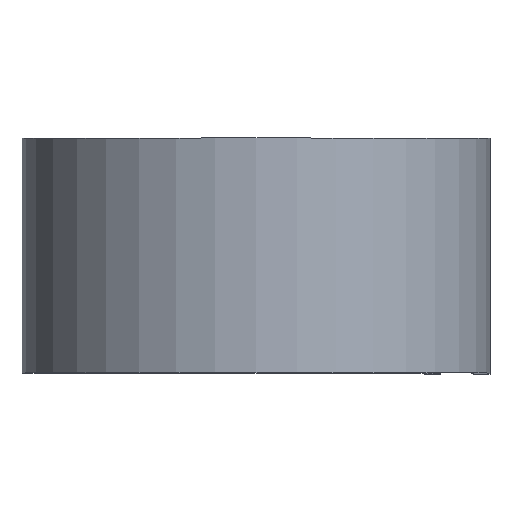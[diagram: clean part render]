
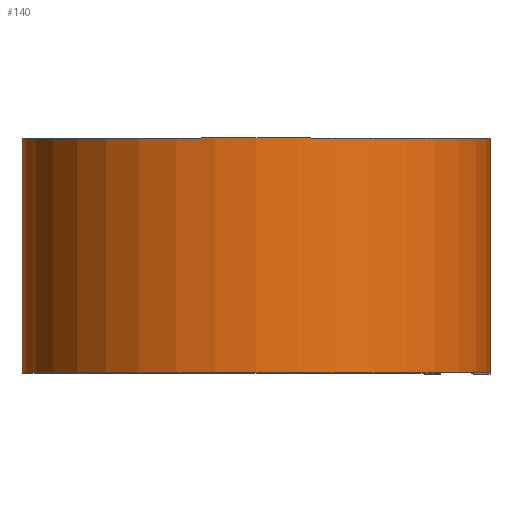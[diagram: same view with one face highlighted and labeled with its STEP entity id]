
A CAD part, top view. The second image highlights one B-rep face of the part: STEP entity #140.
In plain terms, the highlighted cylindrical face has radius 22.162 mm (diameter 44.323 mm), a partial arc.
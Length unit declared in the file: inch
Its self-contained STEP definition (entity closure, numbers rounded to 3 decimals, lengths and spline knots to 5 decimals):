
#13 = DIRECTION ( 'NONE',  ( 0., 1., 0. ) ) ;
#20 = DIRECTION ( 'NONE',  ( 1., 0., 0. ) ) ;
#25 = CARTESIAN_POINT ( 'NONE',  ( 0., -0.4375, 0. ) ) ;
#86 = DIRECTION ( 'NONE',  ( 0., -1., 0. ) ) ;
#129 = CARTESIAN_POINT ( 'NONE',  ( 0., 0.4375, 0. ) ) ;
#140 = ADVANCED_FACE ( 'NONE', ( #415 ), #451, .T. ) ;
#146 = EDGE_CURVE ( 'NONE', #178, #551, #423, .T. ) ;
#160 = VERTEX_POINT ( 'NONE', #514 ) ;
#161 = DIRECTION ( 'NONE',  ( 0., -1., 0. ) ) ;
#178 = VERTEX_POINT ( 'NONE', #374 ) ;
#180 = AXIS2_PLACEMENT_3D ( 'NONE', #619, #370, #477 ) ;
#209 = ORIENTED_EDGE ( 'NONE', *, *, #146, .F. ) ;
#260 = CARTESIAN_POINT ( 'NONE',  ( 0.8725, 0.4375, 0. ) ) ;
#272 = DIRECTION ( 'NONE',  ( 0., 0., -1. ) ) ;
#295 = ORIENTED_EDGE ( 'NONE', *, *, #340, .T. ) ;
#313 = AXIS2_PLACEMENT_3D ( 'NONE', #25, #13, #20 ) ;
#316 = VERTEX_POINT ( 'NONE', #395 ) ;
#318 = ORIENTED_EDGE ( 'NONE', *, *, #363, .T. ) ;
#340 = EDGE_CURVE ( 'NONE', #178, #160, #586, .T. ) ;
#342 = CARTESIAN_POINT ( 'NONE',  ( 0., 0.4375, -0.8725 ) ) ;
#363 = EDGE_CURVE ( 'NONE', #160, #316, #599, .T. ) ;
#368 = ORIENTED_EDGE ( 'NONE', *, *, #390, .F. ) ;
#370 = DIRECTION ( 'NONE',  ( 0., 1., 0. ) ) ;
#374 = CARTESIAN_POINT ( 'NONE',  ( 0., 0.4375, -0.8725 ) ) ;
#390 = EDGE_CURVE ( 'NONE', #551, #316, #471, .T. ) ;
#395 = CARTESIAN_POINT ( 'NONE',  ( 0.8725, -0.4375, 0. ) ) ;
#415 = FACE_OUTER_BOUND ( 'NONE', #428, .T. ) ;
#423 = CIRCLE ( 'NONE', #180, 0.8725 ) ;
#428 = EDGE_LOOP ( 'NONE', ( #318, #368, #209, #295 ) ) ;
#431 = AXIS2_PLACEMENT_3D ( 'NONE', #129, #161, #272 ) ;
#451 = CYLINDRICAL_SURFACE ( 'NONE', #431, 0.8725 ) ;
#471 = LINE ( 'NONE', #561, #473 ) ;
#473 = VECTOR ( 'NONE', #86, 39.37008 ) ;
#477 = DIRECTION ( 'NONE',  ( 1., 0., 0. ) ) ;
#507 = DIRECTION ( 'NONE',  ( 0., -1., 0. ) ) ;
#514 = CARTESIAN_POINT ( 'NONE',  ( 0., -0.4375, -0.8725 ) ) ;
#551 = VERTEX_POINT ( 'NONE', #260 ) ;
#561 = CARTESIAN_POINT ( 'NONE',  ( 0.8725, 0.4375, 0. ) ) ;
#586 = LINE ( 'NONE', #342, #594 ) ;
#594 = VECTOR ( 'NONE', #507, 39.37008 ) ;
#599 = CIRCLE ( 'NONE', #313, 0.8725 ) ;
#619 = CARTESIAN_POINT ( 'NONE',  ( 0., 0.4375, 0. ) ) ;
